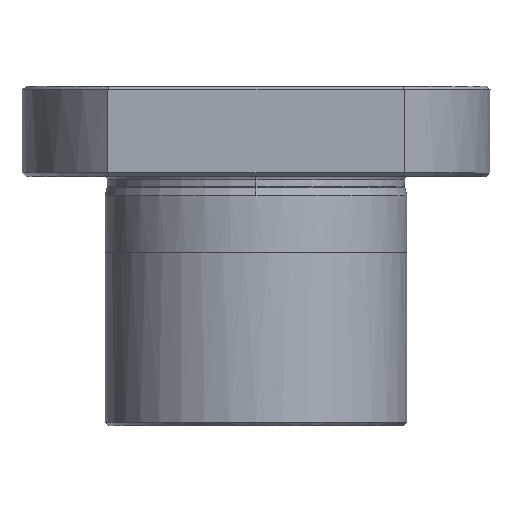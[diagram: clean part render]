
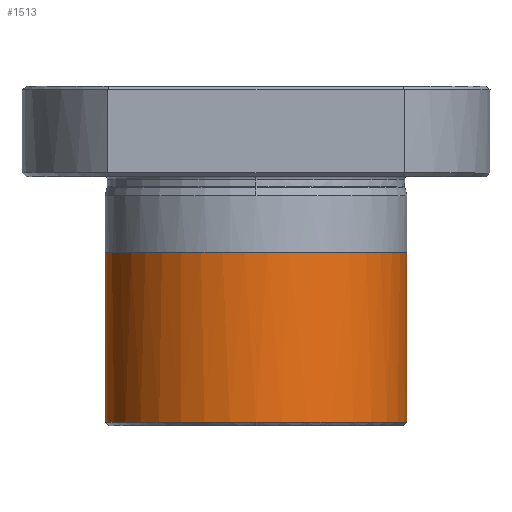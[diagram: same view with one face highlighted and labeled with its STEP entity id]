
A CAD part, front view. The second image highlights one B-rep face of the part: STEP entity #1513.
In plain terms, the highlighted cylindrical face has radius 19.975 mm (diameter 39.95 mm), a partial arc.
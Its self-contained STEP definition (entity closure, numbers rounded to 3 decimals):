
#832=AXIS2_PLACEMENT_3D('Circle Axis2P3D',#830,#831,$) ;
#856=AXIS2_PLACEMENT_3D('Circle Axis2P3D',#854,#855,$) ;
#1499=AXIS2_PLACEMENT_3D('Cylinder Axis2P3D',#1496,#1497,#1498) ;
#1503=AXIS2_PLACEMENT_3D('Circle Axis2P3D',#1501,#1502,$) ;
#765=CARTESIAN_POINT('Vertex',(-19.975,0.,-32.5)) ;
#796=CARTESIAN_POINT('Vertex',(19.975,0.,-32.5)) ;
#827=CARTESIAN_POINT('Vertex',(0.,-19.975,-32.5)) ;
#830=CARTESIAN_POINT('Axis2P3D Location',(0.,0.,-32.5)) ;
#854=CARTESIAN_POINT('Axis2P3D Location',(0.,0.,-32.5)) ;
#1462=CARTESIAN_POINT('Line Origine',(-19.975,0.,14.25)) ;
#1466=CARTESIAN_POINT('Vertex',(-19.975,0.,-10.)) ;
#1473=CARTESIAN_POINT('Vertex',(19.975,0.,-10.)) ;
#1476=CARTESIAN_POINT('Line Origine',(19.975,0.,14.25)) ;
#1496=CARTESIAN_POINT('Axis2P3D Location',(0.,0.,14.25)) ;
#1501=CARTESIAN_POINT('Axis2P3D Location',(0.,0.,-10.)) ;
#831=DIRECTION('Axis2P3D Direction',(0.,0.,1.)) ;
#855=DIRECTION('Axis2P3D Direction',(0.,0.,1.)) ;
#1463=DIRECTION('Vector Direction',(0.,0.,-1.)) ;
#1477=DIRECTION('Vector Direction',(0.,0.,-1.)) ;
#1497=DIRECTION('Axis2P3D Direction',(0.,0.,-1.)) ;
#1498=DIRECTION('Axis2P3D XDirection',(1.,0.,0.)) ;
#1502=DIRECTION('Axis2P3D Direction',(0.,0.,-1.)) ;
#1464=VECTOR('Line Direction',#1463,1.) ;
#1478=VECTOR('Line Direction',#1477,1.) ;
#1507=ORIENTED_EDGE('',*,*,#1480,.T.) ;
#1508=ORIENTED_EDGE('',*,*,#1505,.F.) ;
#1509=ORIENTED_EDGE('',*,*,#1468,.F.) ;
#1510=ORIENTED_EDGE('',*,*,#858,.T.) ;
#1511=ORIENTED_EDGE('',*,*,#834,.T.) ;
#1513=ADVANCED_FACE('MANIFOLD_SOLID_BREP #6803',(#1512),#1500,.T.) ;
#833=CIRCLE('generated circle',#832,19.975) ;
#857=CIRCLE('generated circle',#856,19.975) ;
#1504=CIRCLE('generated circle',#1503,19.975) ;
#1500=CYLINDRICAL_SURFACE('generated cylinder',#1499,19.975) ;
#834=EDGE_CURVE('',#828,#797,#833,.T.) ;
#858=EDGE_CURVE('',#766,#828,#857,.T.) ;
#1468=EDGE_CURVE('',#766,#1467,#1465,.F.) ;
#1480=EDGE_CURVE('',#797,#1474,#1479,.F.) ;
#1505=EDGE_CURVE('',#1467,#1474,#1504,.F.) ;
#1506=EDGE_LOOP('',(#1507,#1508,#1509,#1510,#1511)) ;
#1512=FACE_OUTER_BOUND('',#1506,.T.) ;
#1465=LINE('Line',#1462,#1464) ;
#1479=LINE('Line',#1476,#1478) ;
#766=VERTEX_POINT('',#765) ;
#797=VERTEX_POINT('',#796) ;
#828=VERTEX_POINT('',#827) ;
#1467=VERTEX_POINT('',#1466) ;
#1474=VERTEX_POINT('',#1473) ;
